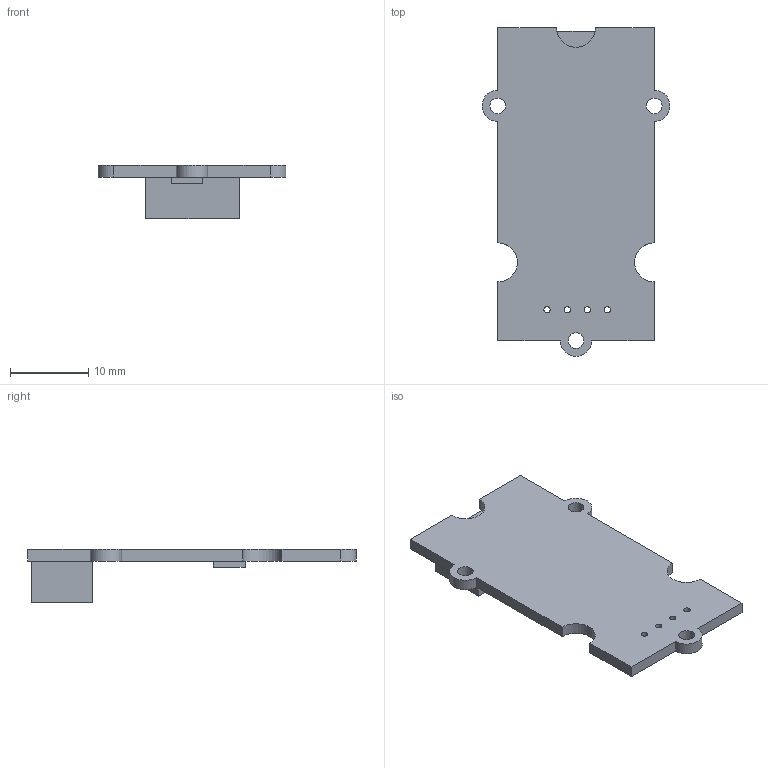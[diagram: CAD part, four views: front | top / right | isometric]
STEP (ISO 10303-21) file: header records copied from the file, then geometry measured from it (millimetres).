
FILE_DESCRIPTION (( 'STEP AP214' ), '1' );
FILE_NAME ('Grove IMU - coude.STEP', '2024-01-16T12:53:04', ( '' ), ( '' ), 'SwSTEP 2.0', 'SolidWorks 2020', '' );
FILE_SCHEMA (( 'AUTOMOTIVE_DESIGN' ));
Length unit declared in the file: millimetre
Products named in the file (4): Grove IMU Board; MPU9150; Connecteur Grove - coude; Grove IMU - coude
Assembly tree (3 placements, depth 2):
  Grove IMU - coude
    Grove IMU Board
    Connecteur Grove - coude
    MPU9150
Bounding box: 24 x 42 x 6.8 mm (x, y, z)
Volume: 1402.4 mm3; surface area: 2429.8 mm2
Topology: 7 solids, 7 shells, 73 faces, 177 edges, 118 vertices
Faces by surface type: plane 60, cylinder 13
Full cylindrical faces by diameter (mm): 0.8 x4, 2 x3
Entity records: 2850 total; most frequent: CARTESIAN_POINT 367, DIRECTION 354, ORIENTED_EDGE 340, EDGE_CURVE 170, LINE 144, VECTOR 144, VERTEX_POINT 118, AXIS2_PLACEMENT_3D 105
